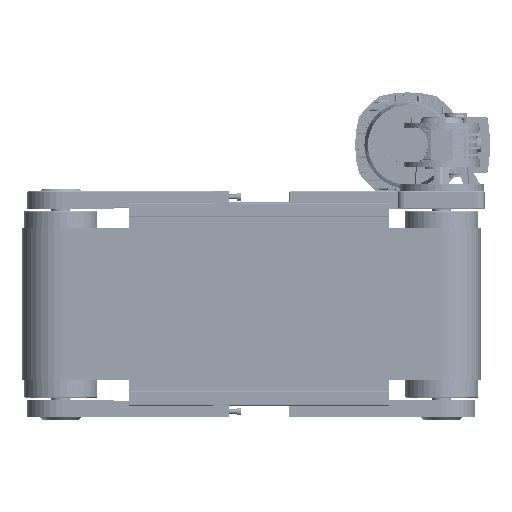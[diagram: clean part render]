
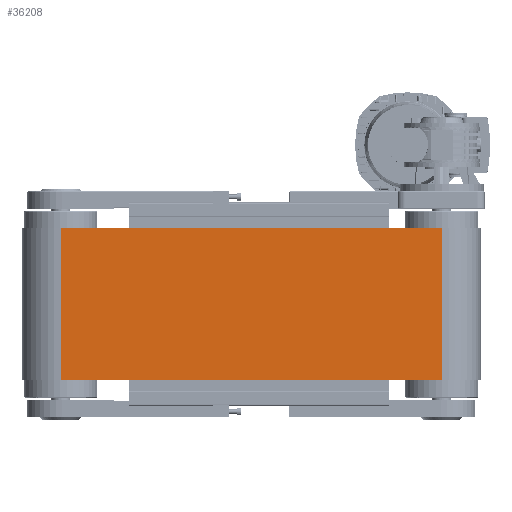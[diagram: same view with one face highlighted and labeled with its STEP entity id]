
A CAD part, top view. The second image highlights one B-rep face of the part: STEP entity #36208.
In plain terms, the highlighted planar face has unit normal (0, 0, 1).
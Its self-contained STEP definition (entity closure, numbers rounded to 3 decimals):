
#36068=CARTESIAN_POINT('',(0.,-100.0,51.));
#36069=VERTEX_POINT('',#36068);
#36079=CARTESIAN_POINT('',(-500.0,-100.0,51.));
#36080=VERTEX_POINT('',#36079);
#36081=CARTESIAN_POINT('',(-500.0,-100.0,51.));
#36082=DIRECTION('',(1.0,0.0,0.0));
#36083=VECTOR('',#36082,500.0);
#36084=LINE('',#36081,#36083);
#36085=EDGE_CURVE('',#36080,#36069,#36084,.T.);
#36116=CARTESIAN_POINT('',(-500.0,100.0,51.));
#36117=VERTEX_POINT('',#36116);
#36134=CARTESIAN_POINT('',(-500.0,100.0,51.));
#36135=DIRECTION('',(0.0,-1.0,0.0));
#36136=VECTOR('',#36135,200.0);
#36137=LINE('',#36134,#36136);
#36138=EDGE_CURVE('',#36117,#36080,#36137,.T.);
#36172=CARTESIAN_POINT('',(0.,100.0,51.));
#36173=VERTEX_POINT('',#36172);
#36181=CARTESIAN_POINT('',(0.,-100.0,51.));
#36182=DIRECTION('',(0.0,1.0,0.0));
#36183=VECTOR('',#36182,200.0);
#36184=LINE('',#36181,#36183);
#36185=EDGE_CURVE('',#36069,#36173,#36184,.T.);
#36192=CARTESIAN_POINT('',(0.,0.0,51.));
#36193=DIRECTION('',(0.0,0.0,1.0));
#36194=DIRECTION('',(1.0,0.0,0.0));
#36195=AXIS2_PLACEMENT_3D('',#36192,#36193,#36194);
#36196=PLANE('',#36195);
#36197=CARTESIAN_POINT('',(0.,100.0,51.));
#36198=DIRECTION('',(-1.0,0.0,0.0));
#36199=VECTOR('',#36198,500.0);
#36200=LINE('',#36197,#36199);
#36201=EDGE_CURVE('',#36173,#36117,#36200,.T.);
#36202=ORIENTED_EDGE('',*,*,#36201,.T.);
#36203=ORIENTED_EDGE('',*,*,#36138,.T.);
#36204=ORIENTED_EDGE('',*,*,#36085,.T.);
#36205=ORIENTED_EDGE('',*,*,#36185,.T.);
#36206=EDGE_LOOP('',(#36202,#36203,#36204,#36205));
#36207=FACE_OUTER_BOUND('',#36206,.T.);
#36208=ADVANCED_FACE('',(#36207),#36196,.T.);
